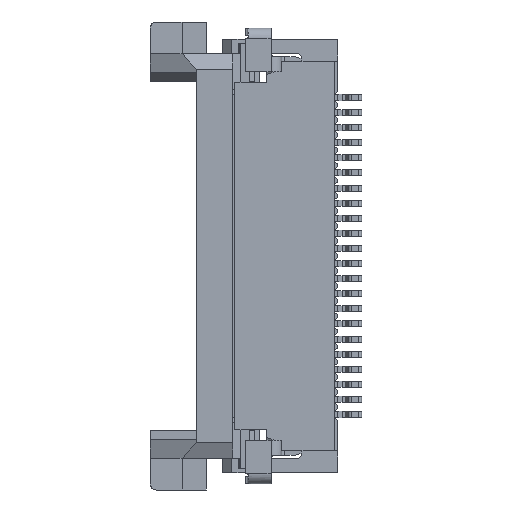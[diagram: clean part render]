
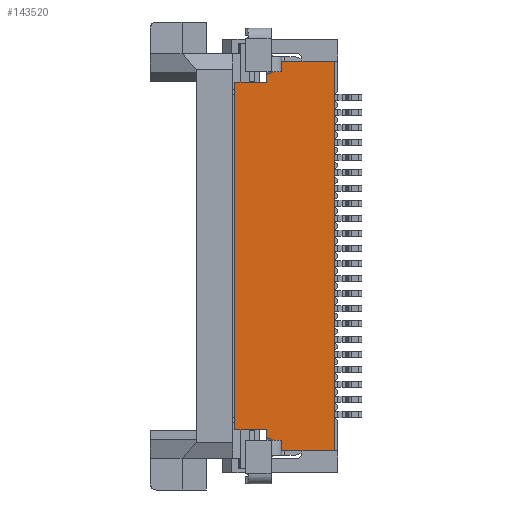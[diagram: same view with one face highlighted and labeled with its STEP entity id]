
A CAD part, left-side view. The second image highlights one B-rep face of the part: STEP entity #143520.
In plain terms, the highlighted face is planar.
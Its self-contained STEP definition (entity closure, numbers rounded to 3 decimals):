
#10130=CARTESIAN_POINT('',(0.5,32.337,-14.48));
#10140=VERTEX_POINT('',#10130);
#25340=CARTESIAN_POINT('',(0.5,34.15,-1.93));
#25350=VERTEX_POINT('',#25340);
#25380=CARTESIAN_POINT('',(0.5,34.25,-1.93));
#25390=DIRECTION('',(0.,1.,0.));
#25400=VECTOR('',#25390,1.);
#25410=LINE('',#25380,#25400);
#25420=CARTESIAN_POINT('',(0.5,32.4,-1.93));
#25430=VERTEX_POINT('',#25420);
#25440=EDGE_CURVE('',#25430,#25350,#25410,.T.);
#27550=CARTESIAN_POINT('',(0.5,32.4,-1.205));
#27560=DIRECTION('',(0.,0.,1.));
#27570=VECTOR('',#27560,1.);
#27580=LINE('',#27550,#27570);
#27590=CARTESIAN_POINT('',(0.5,32.4,-2.28));
#27600=VERTEX_POINT('',#27590);
#27610=EDGE_CURVE('',#27600,#25430,#27580,.T.);
#38320=CARTESIAN_POINT('',(0.5,31.3,-2.28));
#38330=DIRECTION('',(0.,1.,0.));
#38340=VECTOR('',#38330,1.);
#38350=LINE('',#38320,#38340);
#38360=CARTESIAN_POINT('',(0.5,32.15,-2.28));
#38370=VERTEX_POINT('',#38360);
#38380=CARTESIAN_POINT('',(0.5,32.337,-2.28));
#38390=VERTEX_POINT('',#38380);
#38400=EDGE_CURVE('',#38370,#38390,#38350,.T.);
#41950=CARTESIAN_POINT('',(0.5,31.9,-2.63));
#41960=VERTEX_POINT('',#41950);
#41990=CARTESIAN_POINT('',(0.5,34.25,-2.63));
#42000=DIRECTION('',(0.,-1.,0.));
#42010=VECTOR('',#42000,1.);
#42020=LINE('',#41990,#42010);
#42030=CARTESIAN_POINT('',(0.5,30.85,-2.63));
#42040=VERTEX_POINT('',#42030);
#42050=EDGE_CURVE('',#41960,#42040,#42020,.T.);
#51440=CARTESIAN_POINT('',(0.5,32.4,-14.48));
#51450=VERTEX_POINT('',#51440);
#51480=CARTESIAN_POINT('',(0.5,32.4,-15.555));
#51490=DIRECTION('',(0.,0.,-1.));
#51500=VECTOR('',#51490,1.);
#51510=LINE('',#51480,#51500);
#51520=CARTESIAN_POINT('',(0.5,32.4,-14.83));
#51530=VERTEX_POINT('',#51520);
#51540=EDGE_CURVE('',#51450,#51530,#51510,.T.);
#57030=CARTESIAN_POINT('',(0.5,34.25,-2.28));
#57040=DIRECTION('',(0.,1.,0.));
#57050=VECTOR('',#57040,1.);
#57060=LINE('',#57030,#57050);
#57070=EDGE_CURVE('',#38390,#27600,#57060,.T.);
#81010=CARTESIAN_POINT('',(0.5,34.15,-14.83));
#81020=VERTEX_POINT('',#81010);
#81050=CARTESIAN_POINT('',(0.5,34.15,-18.02));
#81060=DIRECTION('',(0.,0.,-1.));
#81070=VECTOR('',#81060,1.);
#81080=LINE('',#81050,#81070);
#81090=EDGE_CURVE('',#25350,#81020,#81080,.T.);
#90310=CARTESIAN_POINT('',(0.5,34.25,-1.44));
#90320=DIRECTION('',(0.,0.928,
0.371));
#90330=VECTOR('',#90320,1.);
#90340=LINE('',#90310,#90330);
#90350=CARTESIAN_POINT('',(0.5,31.9,-2.38));
#90360=VERTEX_POINT('',#90350);
#90370=EDGE_CURVE('',#90360,#38370,#90340,.T.);
#97880=CARTESIAN_POINT('',(0.5,31.9,-14.13));
#97890=VERTEX_POINT('',#97880);
#97920=CARTESIAN_POINT('',(0.5,31.9,-15.555));
#97930=DIRECTION('',(0.,0.,-1.));
#97940=VECTOR('',#97930,1.);
#97950=LINE('',#97920,#97940);
#97960=CARTESIAN_POINT('',(0.5,31.9,-14.38));
#97970=VERTEX_POINT('',#97960);
#97980=EDGE_CURVE('',#97890,#97970,#97950,.T.);
#98440=CARTESIAN_POINT('',(0.5,31.9,-1.205));
#98450=DIRECTION('',(0.,0.,1.));
#98460=VECTOR('',#98450,1.);
#98470=LINE('',#98440,#98460);
#98480=EDGE_CURVE('',#41960,#90360,#98470,.T.);
#141860=CARTESIAN_POINT('',(0.5,32.15,-14.48));
#141870=VERTEX_POINT('',#141860);
#141900=CARTESIAN_POINT('',(0.5,31.3,-14.48));
#141910=DIRECTION('',(0.,1.,0.));
#141920=VECTOR('',#141910,1.);
#141930=LINE('',#141900,#141920);
#141940=EDGE_CURVE('',#141870,#10140,#141930,.T.);
#142390=CARTESIAN_POINT('',(0.5,34.25,-15.32));
#142400=DIRECTION('',(0.,0.928,
-0.371));
#142410=VECTOR('',#142400,1.);
#142420=LINE('',#142390,#142410);
#142430=EDGE_CURVE('',#97970,#141870,#142420,.T.);
#143070=CARTESIAN_POINT('',(0.5,34.25,-17.555));
#143080=DIRECTION('',(-1.,0.,0.));
#143090=DIRECTION('',(0.,0.,1.));
#143100=AXIS2_PLACEMENT_3D('',#143070,#143080,#143090);
#143110=PLANE('',#143100);
#143120=CARTESIAN_POINT('',(0.5,34.25,-14.83));
#143130=DIRECTION('',(0.,1.,0.));
#143140=VECTOR('',#143130,1.);
#143150=LINE('',#143120,#143140);
#143160=EDGE_CURVE('',#51530,#81020,#143150,.T.);
#143170=ORIENTED_EDGE('',*,*,#143160,.T.);
#143180=ORIENTED_EDGE('',*,*,#51540,.T.);
#143190=CARTESIAN_POINT('',(0.5,34.25,-14.48));
#143200=DIRECTION('',(0.,1.,0.));
#143210=VECTOR('',#143200,1.);
#143220=LINE('',#143190,#143210);
#143230=EDGE_CURVE('',#10140,#51450,#143220,.T.);
#143240=ORIENTED_EDGE('',*,*,#143230,.T.);
#143250=ORIENTED_EDGE('',*,*,#141940,.T.);
#143260=ORIENTED_EDGE('',*,*,#142430,.T.);
#143270=ORIENTED_EDGE('',*,*,#97980,.T.);
#143280=CARTESIAN_POINT('',(0.5,34.25,-14.13));
#143290=DIRECTION('',(0.,-1.,0.));
#143300=VECTOR('',#143290,1.);
#143310=LINE('',#143280,#143300);
#143320=CARTESIAN_POINT('',(0.5,30.85,-14.13));
#143330=VERTEX_POINT('',#143320);
#143340=EDGE_CURVE('',#97890,#143330,#143310,.T.);
#143350=ORIENTED_EDGE('',*,*,#143340,.F.);
#143360=CARTESIAN_POINT('',(0.5,30.85,-15.74));
#143370=DIRECTION('',(0.,0.,-1.));
#143380=VECTOR('',#143370,1.);
#143390=LINE('',#143360,#143380);
#143400=EDGE_CURVE('',#42040,#143330,#143390,.T.);
#143410=ORIENTED_EDGE('',*,*,#143400,.T.);
#143420=ORIENTED_EDGE('',*,*,#42050,.T.);
#143430=ORIENTED_EDGE('',*,*,#98480,.F.);
#143440=ORIENTED_EDGE('',*,*,#90370,.F.);
#143450=ORIENTED_EDGE('',*,*,#38400,.F.);
#143460=ORIENTED_EDGE('',*,*,#57070,.F.);
#143470=ORIENTED_EDGE('',*,*,#27610,.F.);
#143480=ORIENTED_EDGE('',*,*,#25440,.F.);
#143490=ORIENTED_EDGE('',*,*,#81090,.F.);
#143500=EDGE_LOOP('',(#143490,#143480,#143470,#143460,#143450,#143440,
#143430,#143420,#143410,#143350,#143270,#143260,#143250,#143240,#143180,
#143170));
#143510=FACE_OUTER_BOUND('',#143500,.T.);
#143520=ADVANCED_FACE('',(#143510),#143110,.F.);
